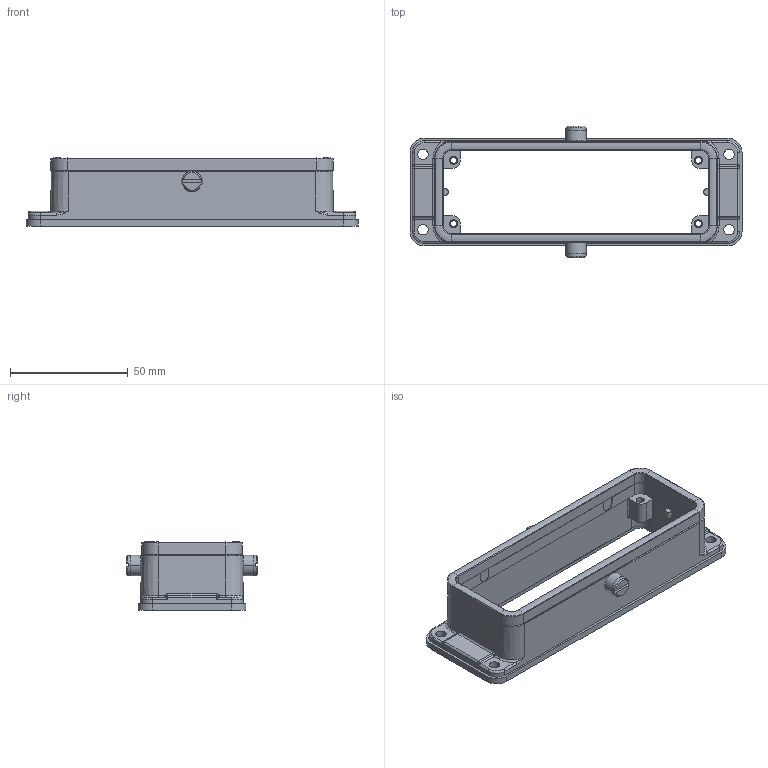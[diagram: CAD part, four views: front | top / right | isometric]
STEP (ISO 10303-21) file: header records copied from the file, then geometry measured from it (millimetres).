
FILE_DESCRIPTION (( 'STEP AP203' ), '1' );
FILE_NAME ('H24B-MBK-2B_C.STP', '2017-08-24T12:03:46', ( '微软用户' ), ( '微软中国' ), 'SwSTEP 2.0', 'SolidWorks 2012', '' );
FILE_SCHEMA (( 'CONFIG_CONTROL_DESIGN' ));
Length unit declared in the file: millimetre
Products named in the file (1): H24B-MBK-2B_C
Bounding box: 141 x 55.92 x 28.98 mm (x, y, z)
Volume: 40552.4 mm3; surface area: 28740.5 mm2
Topology: 1 solids, 1 shells, 424 faces, 1036 edges, 628 vertices
Faces by surface type: cylinder 169, plane 140, bspline 82, cone 33
Entity records: 14260 total; most frequent: CARTESIAN_POINT 4651, ORIENTED_EDGE 2056, DIRECTION 1936, EDGE_CURVE 1028, AXIS2_PLACEMENT_3D 713, VERTEX_POINT 628, LINE 510, VECTOR 510
